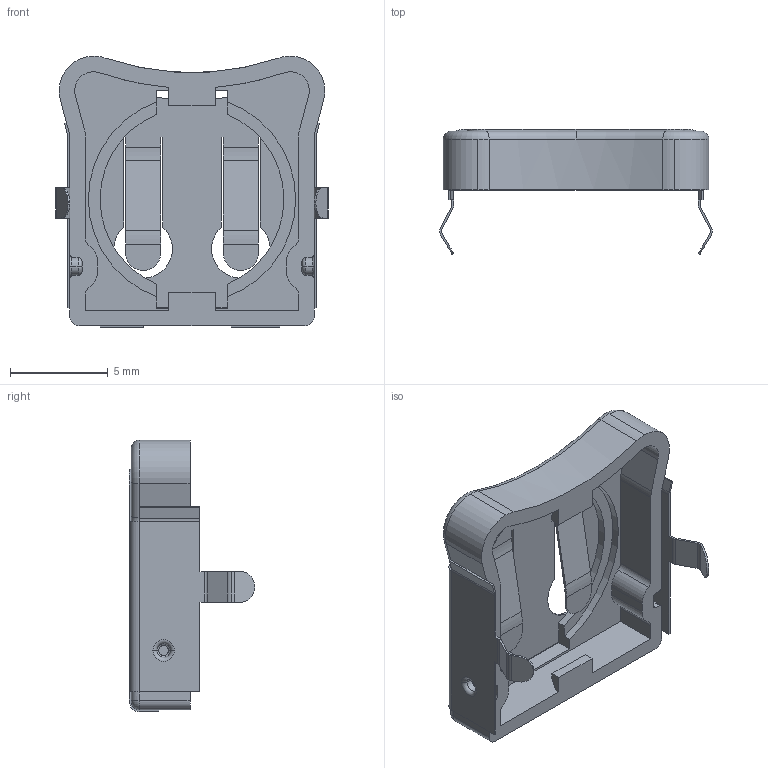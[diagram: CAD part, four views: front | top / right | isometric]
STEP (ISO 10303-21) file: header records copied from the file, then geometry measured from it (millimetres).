
FILE_DESCRIPTION (( 'STEP AP214' ), '1' );
FILE_NAME ('BHX1-1025-PC.STEP', '2019-12-14T05:15:35', ( '' ), ( '' ), 'SwSTEP 2.0', 'SolidWorks 2017', '' );
FILE_SCHEMA (( 'AUTOMOTIVE_DESIGN' ));
Length unit declared in the file: millimetre
Products named in the file (1): BHX1-1025-PC
Bounding box: 13.94 x 6.4 x 13.9 mm (x, y, z)
Volume: 178.3 mm3; surface area: 919.1 mm2
Topology: 2 solids, 2 shells, 288 faces, 711 edges, 428 vertices
Faces by surface type: plane 154, cylinder 102, torus 28, bspline 4
Entity records: 8508 total; most frequent: CARTESIAN_POINT 1540, DIRECTION 1515, ORIENTED_EDGE 1414, EDGE_CURVE 707, AXIS2_PLACEMENT_3D 531, LINE 453, VECTOR 453, VERTEX_POINT 428
